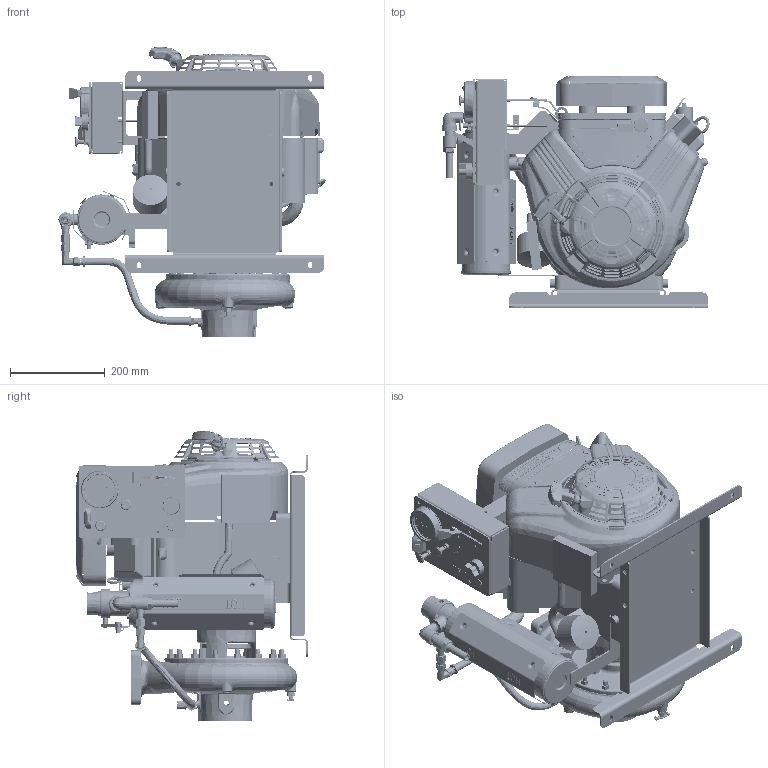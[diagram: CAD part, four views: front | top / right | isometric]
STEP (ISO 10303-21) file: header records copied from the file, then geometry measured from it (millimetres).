
FILE_DESCRIPTION (( 'STEP AP214' ), '1' );
FILE_NAME ('DBD0507.STEP', '2024-01-24T14:14:37', ( '' ), ( '' ), 'SwSTEP 2.0', 'SolidWorks 2022', '' );
FILE_SCHEMA (( 'AUTOMOTIVE_DESIGN' ));
Length unit declared in the file: inch
Products named in the file (1): DBD0507
Bounding box: 562.66 x 487.35 x 611.11 mm (x, y, z)
Surface area: 2670836.4 mm2 (no closed solid volume)
Topology: 0 solids, 256 shells, 3822 faces, 15876 edges, 11624 vertices
Faces by surface type: plane 1183, cylinder 1081, bspline 1071, cone 337, torus 139, sphere 11
Entity records: 369636 total; most frequent: CARTESIAN_POINT 208040, ORIENTED_EDGE 23150, DIRECTION 18080, EDGE_CURVE 15819, VERTEX_POINT 11624, AXIS2_PLACEMENT_3D 6182, B_SPLINE_CURVE_WITH_KNOTS 6053, VECTOR 5716
